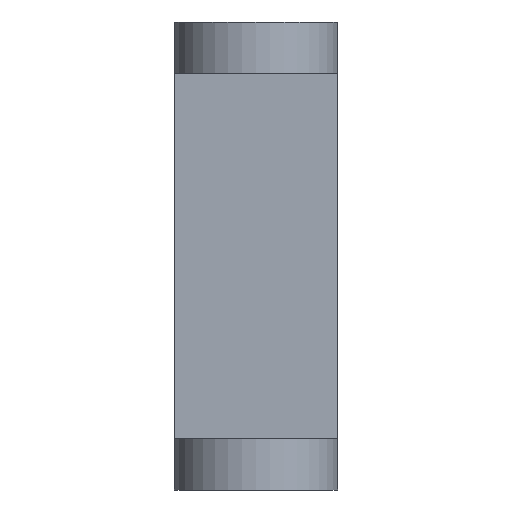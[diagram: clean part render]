
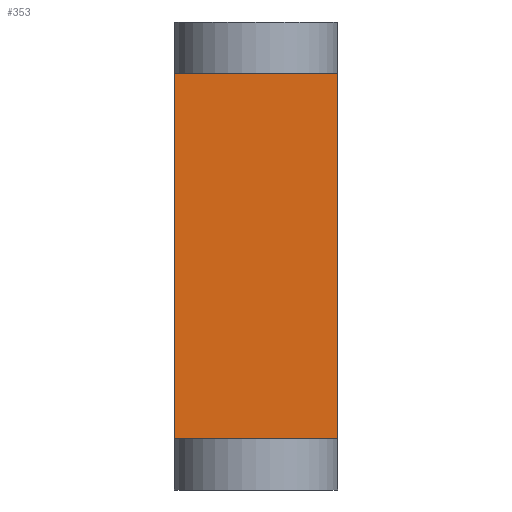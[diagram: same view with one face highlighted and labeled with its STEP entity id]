
A CAD part, left-side view. The second image highlights one B-rep face of the part: STEP entity #353.
In plain terms, the highlighted planar face has unit normal (-1, 0, 0).
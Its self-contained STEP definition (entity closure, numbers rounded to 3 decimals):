
#31=PLANE('',#394);
#45=FACE_OUTER_BOUND('',#67,.T.);
#67=EDGE_LOOP('',(#277,#278,#279,#280));
#91=LINE('',#561,#123);
#98=LINE('',#575,#130);
#99=LINE('',#576,#131);
#100=LINE('',#577,#132);
#123=VECTOR('',#455,10.);
#130=VECTOR('',#468,10.);
#131=VECTOR('',#469,10.);
#132=VECTOR('',#470,10.);
#175=VERTEX_POINT('',#558);
#176=VERTEX_POINT('',#560);
#179=VERTEX_POINT('',#573);
#180=VERTEX_POINT('',#574);
#211=EDGE_CURVE('',#175,#176,#91,.T.);
#218=EDGE_CURVE('',#179,#180,#98,.T.);
#219=EDGE_CURVE('',#179,#176,#99,.T.);
#220=EDGE_CURVE('',#180,#175,#100,.T.);
#277=ORIENTED_EDGE('',*,*,#218,.F.);
#278=ORIENTED_EDGE('',*,*,#219,.T.);
#279=ORIENTED_EDGE('',*,*,#211,.F.);
#280=ORIENTED_EDGE('',*,*,#220,.F.);
#353=ADVANCED_FACE('',(#45),#31,.T.);
#394=AXIS2_PLACEMENT_3D('',#572,#466,#467);
#455=DIRECTION('',(0.,-1.,0.));
#466=DIRECTION('center_axis',(-1.,0.,0.));
#467=DIRECTION('ref_axis',(0.,-1.,0.));
#468=DIRECTION('',(0.,1.,0.));
#469=DIRECTION('',(0.,0.,1.));
#470=DIRECTION('',(0.,0.,1.));
#558=CARTESIAN_POINT('',(-4.,4.,20.4));
#560=CARTESIAN_POINT('',(-4.,-4.,20.4));
#561=CARTESIAN_POINT('',(-4.,-4.,20.4));
#572=CARTESIAN_POINT('Origin',(-4.,4.,0.));
#573=CARTESIAN_POINT('',(-4.,-4.,2.5));
#574=CARTESIAN_POINT('',(-4.,4.,2.5));
#575=CARTESIAN_POINT('',(-4.,4.,2.5));
#576=CARTESIAN_POINT('',(-4.,-4.,0.));
#577=CARTESIAN_POINT('',(-4.,4.,0.));
